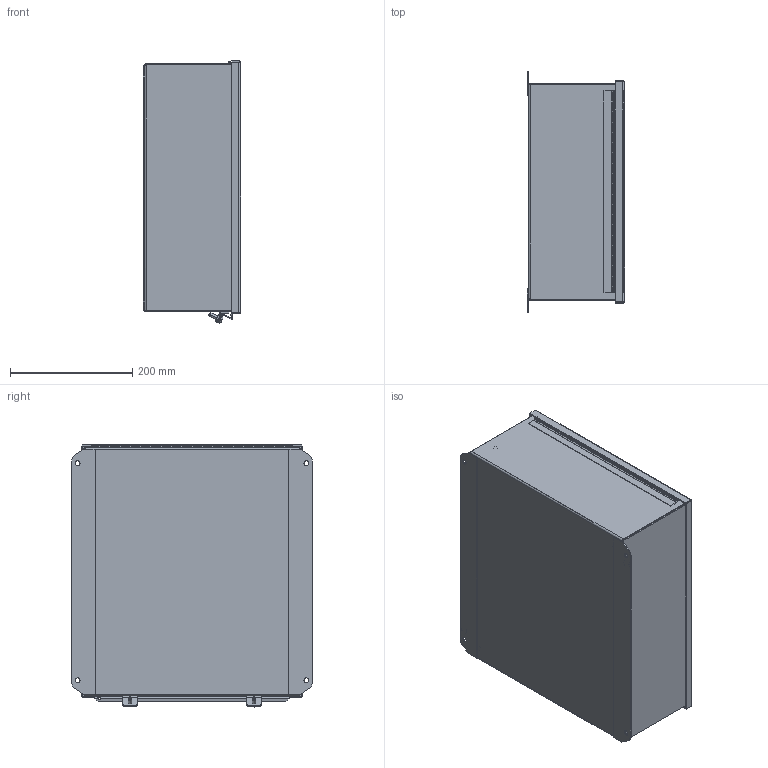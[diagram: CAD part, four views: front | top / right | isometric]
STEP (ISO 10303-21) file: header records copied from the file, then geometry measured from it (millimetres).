
FILE_DESCRIPTION (( 'STEP AP214' ), '1' );
FILE_NAME ('HJ14166HLP.STEP', '2019-09-05T12:31:22', ( '' ), ( '' ), 'SwSTEP 2.0', 'SolidWorks 2018', '' );
FILE_SCHEMA (( 'AUTOMOTIVE_DESIGN' ));
Length unit declared in the file: inch
Products named in the file (1): HJ14166HLP
Bounding box: 159.23 x 393.7 x 429.14 mm (x, y, z)
Volume: 1176219.9 mm3; surface area: 1296228 mm2
Topology: 20 solids, 21 shells, 809 faces, 2068 edges, 1303 vertices
Faces by surface type: plane 430, cylinder 251, bspline 68, cone 52, torus 8
Entity records: 38241 total; most frequent: CARTESIAN_POINT 8094, ORIENTED_EDGE 4108, DIRECTION 3914, EDGE_CURVE 2054, VECTOR 1330, LINE 1330, VERTEX_POINT 1303, AXIS2_PLACEMENT_3D 1292
